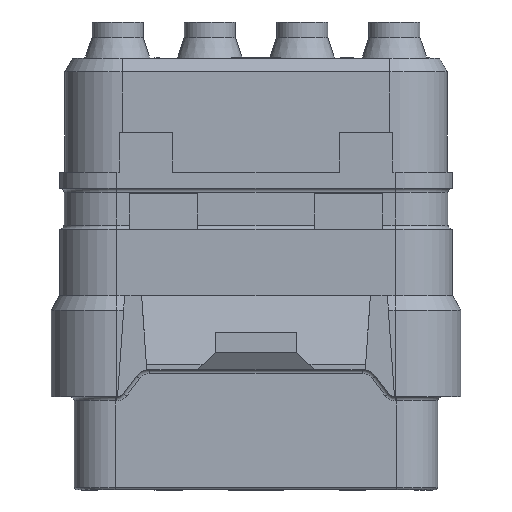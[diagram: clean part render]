
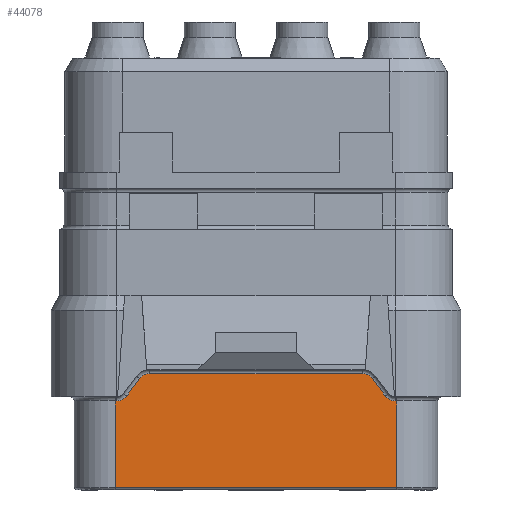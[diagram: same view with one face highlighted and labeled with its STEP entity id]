
A CAD part, front view. The second image highlights one B-rep face of the part: STEP entity #44078.
In plain terms, the highlighted planar face has unit normal (0, -1, 0).
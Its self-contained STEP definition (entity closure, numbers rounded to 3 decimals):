
#5707=DIRECTION('',(-1.,0.,0.));
#5708=VECTOR('',#5707,10.32);
#5709=CARTESIAN_POINT('',(5.16,-5.81,-11.54));
#5710=LINE('',#5709,#5708);
#5731=DIRECTION('',(0.,0.,-1.));
#5732=VECTOR('',#5731,3.16);
#5733=CARTESIAN_POINT('',(-5.16,-5.81,-8.38));
#5734=LINE('',#5733,#5732);
#6793=DIRECTION('',(-0.6,0.,0.8));
#6794=VECTOR('',#6793,0.8);
#6795=CARTESIAN_POINT('',(4.74,-5.81,-8.2));
#6796=LINE('',#6795,#6794);
#6807=CARTESIAN_POINT('',(5.1,-5.81,-7.93));
#6808=DIRECTION('',(0.,1.,0.));
#6809=DIRECTION('',(0.,0.,-1.));
#6810=AXIS2_PLACEMENT_3D('',#6807,#6808,#6809);
#6827=DIRECTION('',(-1.,0.,0.));
#6828=VECTOR('',#6827,0.06);
#6829=CARTESIAN_POINT('',(5.16,-5.81,-8.38));
#6830=LINE('',#6829,#6828);
#6886=DIRECTION('',(0.,0.,-1.));
#6887=VECTOR('',#6886,3.16);
#6888=CARTESIAN_POINT('',(5.16,-5.81,-8.38));
#6889=LINE('',#6888,#6887);
#6899=DIRECTION('',(-1.,0.,0.));
#6900=VECTOR('',#6899,0.06);
#6901=CARTESIAN_POINT('',(-5.1,-5.81,-8.38));
#6902=LINE('',#6901,#6900);
#6913=CARTESIAN_POINT('',(-5.1,-5.81,-7.93));
#6914=DIRECTION('',(0.,1.,0.));
#6915=DIRECTION('',(0.8,0.,-0.6));
#6916=AXIS2_PLACEMENT_3D('',#6913,#6914,#6915);
#6927=DIRECTION('',(-0.6,0.,-0.8));
#6928=VECTOR('',#6927,0.8);
#6929=CARTESIAN_POINT('',(-4.26,-5.81,-7.56));
#6930=LINE('',#6929,#6928);
#6945=CARTESIAN_POINT('',(-3.9,-5.81,-7.83));
#6946=DIRECTION('',(0.,-1.,0.));
#6947=DIRECTION('',(0.,0.,1.));
#6948=AXIS2_PLACEMENT_3D('',#6945,#6946,#6947);
#6955=DIRECTION('',(-1.,0.,0.));
#6956=VECTOR('',#6955,7.8);
#6957=CARTESIAN_POINT('',(3.9,-5.81,-7.38));
#6958=LINE('',#6957,#6956);
#6969=CARTESIAN_POINT('',(3.9,-5.81,-7.83));
#6970=DIRECTION('',(0.,-1.,0.));
#6971=DIRECTION('',(0.8,0.,0.6));
#6972=AXIS2_PLACEMENT_3D('',#6969,#6970,#6971);
#31199=CARTESIAN_POINT('',(5.16,-5.81,-11.54));
#31200=VERTEX_POINT('',#31199);
#31203=CARTESIAN_POINT('',(-5.16,-5.81,-11.54));
#31204=VERTEX_POINT('',#31203);
#31233=CARTESIAN_POINT('',(-5.16,-5.81,-8.38));
#31234=VERTEX_POINT('',#31233);
#31237=CARTESIAN_POINT('',(-5.1,-5.81,-8.38));
#31238=VERTEX_POINT('',#31237);
#31241=CARTESIAN_POINT('',(-4.74,-5.81,-8.2));
#31242=VERTEX_POINT('',#31241);
#31245=CARTESIAN_POINT('',(-4.26,-5.81,-7.56));
#31246=VERTEX_POINT('',#31245);
#31247=CARTESIAN_POINT('',(-3.9,-5.81,-7.38));
#31248=VERTEX_POINT('',#31247);
#31249=CARTESIAN_POINT('',(3.9,-5.81,-7.38));
#31250=VERTEX_POINT('',#31249);
#31251=CARTESIAN_POINT('',(4.26,-5.81,-7.56));
#31252=VERTEX_POINT('',#31251);
#31257=CARTESIAN_POINT('',(4.74,-5.81,-8.2));
#31258=VERTEX_POINT('',#31257);
#31261=CARTESIAN_POINT('',(5.1,-5.81,-8.38));
#31262=VERTEX_POINT('',#31261);
#31265=CARTESIAN_POINT('',(5.16,-5.81,-8.38));
#31266=VERTEX_POINT('',#31265);
#44053=CARTESIAN_POINT('',(5.16,-5.81,-8.23));
#44054=DIRECTION('',(0.,-1.,0.));
#44055=DIRECTION('',(-1.,0.,0.));
#44056=AXIS2_PLACEMENT_3D('',#44053,#44054,#44055);
#44057=PLANE('',#44056);
#44059=ORIENTED_EDGE('',*,*,#44058,.F.);
#44061=ORIENTED_EDGE('',*,*,#44060,.F.);
#44063=ORIENTED_EDGE('',*,*,#44062,.F.);
#44065=ORIENTED_EDGE('',*,*,#44064,.F.);
#44067=ORIENTED_EDGE('',*,*,#44066,.F.);
#44069=ORIENTED_EDGE('',*,*,#44068,.F.);
#44070=ORIENTED_EDGE('',*,*,#43912,.F.);
#44071=ORIENTED_EDGE('',*,*,#43928,.F.);
#44072=ORIENTED_EDGE('',*,*,#43967,.F.);
#44073=ORIENTED_EDGE('',*,*,#44048,.T.);
#44074=ORIENTED_EDGE('',*,*,#42520,.T.);
#44075=ORIENTED_EDGE('',*,*,#42546,.F.);
#44076=EDGE_LOOP('',(#44059,#44061,#44063,#44065,#44067,#44069,#44070,#44071,
#44072,#44073,#44074,#44075));
#44077=FACE_OUTER_BOUND('',#44076,.F.);
#44078=ADVANCED_FACE('',(#44077),#44057,.T.);
#6811=CIRCLE('',#6810,0.45);
#6917=CIRCLE('',#6916,0.45);
#6949=CIRCLE('',#6948,0.45);
#6973=CIRCLE('',#6972,0.45);
#42520=EDGE_CURVE('',#31200,#31204,#5710,.T.);
#42546=EDGE_CURVE('',#31234,#31204,#5734,.T.);
#43912=EDGE_CURVE('',#31258,#31252,#6796,.T.);
#43928=EDGE_CURVE('',#31262,#31258,#6811,.T.);
#43967=EDGE_CURVE('',#31266,#31262,#6830,.T.);
#44048=EDGE_CURVE('',#31266,#31200,#6889,.T.);
#44058=EDGE_CURVE('',#31238,#31234,#6902,.T.);
#44060=EDGE_CURVE('',#31242,#31238,#6917,.T.);
#44062=EDGE_CURVE('',#31246,#31242,#6930,.T.);
#44064=EDGE_CURVE('',#31248,#31246,#6949,.T.);
#44066=EDGE_CURVE('',#31250,#31248,#6958,.T.);
#44068=EDGE_CURVE('',#31252,#31250,#6973,.T.);
